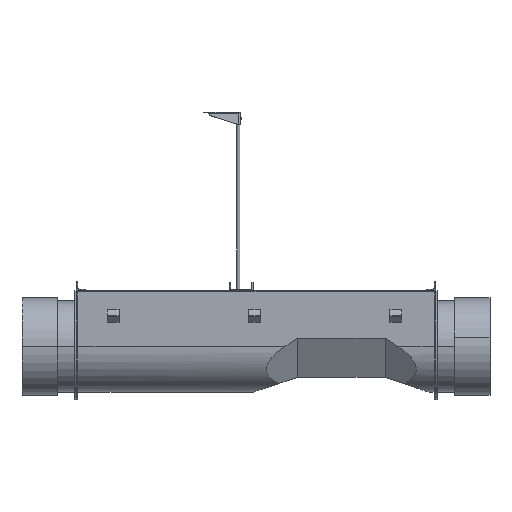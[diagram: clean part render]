
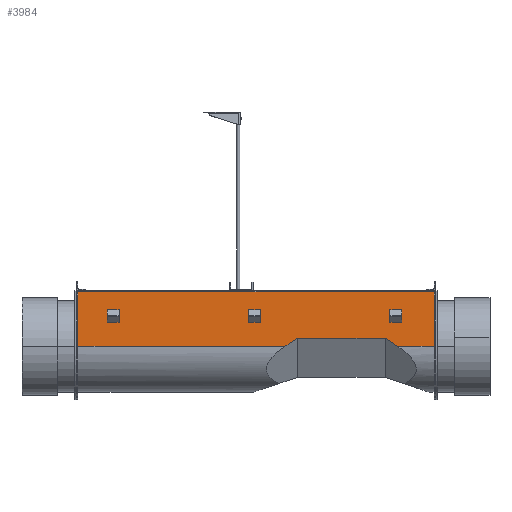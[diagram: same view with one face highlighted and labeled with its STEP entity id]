
A CAD part, top view. The second image highlights one B-rep face of the part: STEP entity #3984.
In plain terms, the highlighted planar face has unit normal (0, 0, 1).
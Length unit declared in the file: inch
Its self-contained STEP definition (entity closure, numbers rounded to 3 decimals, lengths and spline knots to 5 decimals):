
#266 = ORIENTED_EDGE ( 'NONE', *, *, #5201, .F. ) ;
#379 = DIRECTION ( 'NONE',  ( -1., 0., 0. ) ) ;
#543 = VERTEX_POINT ( 'NONE', #3051 ) ;
#812 = EDGE_CURVE ( 'NONE', #1746, #2016, #3946, .T. ) ;
#859 = DIRECTION ( 'NONE',  ( 0., 0., -1. ) ) ;
#980 = LINE ( 'NONE', #2035, #2428 ) ;
#1141 = CARTESIAN_POINT ( 'NONE',  ( 26.99541, 22.24967, 7.75 ) ) ;
#1158 = VERTEX_POINT ( 'NONE', #5803 ) ;
#1323 = AXIS2_PLACEMENT_3D ( 'NONE', #1378, #859, #3026 ) ;
#1378 = CARTESIAN_POINT ( 'NONE',  ( 30.5, 17., 7.75 ) ) ;
#1481 = ORIENTED_EDGE ( 'NONE', *, *, #3933, .T. ) ;
#1746 = VERTEX_POINT ( 'NONE', #2099 ) ;
#1806 = FACE_OUTER_BOUND ( 'NONE', #4426, .T. ) ;
#1931 = CARTESIAN_POINT ( 'NONE',  ( 7.04062, 8.9282, 7.75 ) ) ;
#2016 = VERTEX_POINT ( 'NONE', #1931 ) ;
#2035 = CARTESIAN_POINT ( 'NONE',  ( 30.25, 17., 7.75 ) ) ;
#2064 = EDGE_CURVE ( 'NONE', #1158, #4997, #3105, .T. ) ;
#2099 = CARTESIAN_POINT ( 'NONE',  ( 21.95938, 8.9282, 7.75 ) ) ;
#2197 = VECTOR ( 'NONE', #379, 39.37008 ) ;
#2208 = ORIENTED_EDGE ( 'NONE', *, *, #812, .F. ) ;
#2227 = LINE ( 'NONE', #1141, #2556 ) ;
#2244 = LINE ( 'NONE', #2963, #2989 ) ;
#2428 = VECTOR ( 'NONE', #2586, 39.37008 ) ;
#2448 = LINE ( 'NONE', #4700, #5809 ) ;
#2556 = VECTOR ( 'NONE', #2752, 39.37008 ) ;
#2586 = DIRECTION ( 'NONE',  ( 0., -1., 0. ) ) ;
#2589 = DIRECTION ( 'NONE',  ( 0., -1., 0. ) ) ;
#2682 = VERTEX_POINT ( 'NONE', #6285 ) ;
#2745 = ORIENTED_EDGE ( 'NONE', *, *, #5667, .T. ) ;
#2752 = DIRECTION ( 'NONE',  ( -0.832, -0.555, 0. ) ) ;
#2913 = PLANE ( 'NONE',  #1323 ) ;
#2963 = CARTESIAN_POINT ( 'NONE',  ( 30.5, 7.5, 7.75 ) ) ;
#2989 = VECTOR ( 'NONE', #6174, 39.37008 ) ;
#2993 = LINE ( 'NONE', #4655, #5578 ) ;
#3026 = DIRECTION ( 'NONE',  ( 0., 1., 0. ) ) ;
#3051 = CARTESIAN_POINT ( 'NONE',  ( -30.25, 16.75, 7.75 ) ) ;
#3105 = LINE ( 'NONE', #6835, #2197 ) ;
#3298 = VECTOR ( 'NONE', #5542, 39.37008 ) ;
#3392 = CARTESIAN_POINT ( 'NONE',  ( 30.5, 8.9282, 7.75 ) ) ;
#3402 = ORIENTED_EDGE ( 'NONE', *, *, #4200, .F. ) ;
#3408 = DIRECTION ( 'NONE',  ( -1., 0., 0. ) ) ;
#3850 = CARTESIAN_POINT ( 'NONE',  ( 4.90126, 7.5, 7.75 ) ) ;
#3933 = EDGE_CURVE ( 'NONE', #4551, #543, #5974, .T. ) ;
#3946 = LINE ( 'NONE', #3392, #3298 ) ;
#3984 = ADVANCED_FACE ( 'NONE', ( #1806 ), #2913, .F. ) ;
#4200 = EDGE_CURVE ( 'NONE', #4997, #1746, #2993, .T. ) ;
#4426 = EDGE_LOOP ( 'NONE', ( #4476, #2208, #3402, #5581, #266, #1481, #2745, #4806 ) ) ;
#4476 = ORIENTED_EDGE ( 'NONE', *, *, #5798, .F. ) ;
#4551 = VERTEX_POINT ( 'NONE', #4953 ) ;
#4655 = CARTESIAN_POINT ( 'NONE',  ( 24.13971, 7.47265, 7.75 ) ) ;
#4686 = DIRECTION ( 'NONE',  ( -0.832, 0.555, 0. ) ) ;
#4700 = CARTESIAN_POINT ( 'NONE',  ( -30.25, 17., 7.75 ) ) ;
#4797 = VECTOR ( 'NONE', #3408, 39.37008 ) ;
#4806 = ORIENTED_EDGE ( 'NONE', *, *, #6426, .F. ) ;
#4810 = CARTESIAN_POINT ( 'NONE',  ( 24.09874, 7.5, 7.75 ) ) ;
#4953 = CARTESIAN_POINT ( 'NONE',  ( 30.25, 16.75, 7.75 ) ) ;
#4997 = VERTEX_POINT ( 'NONE', #4810 ) ;
#5201 = EDGE_CURVE ( 'NONE', #4551, #1158, #980, .T. ) ;
#5390 = VERTEX_POINT ( 'NONE', #3850 ) ;
#5479 = CARTESIAN_POINT ( 'NONE',  ( 30.5, 16.75, 7.75 ) ) ;
#5542 = DIRECTION ( 'NONE',  ( -1., 0., 0. ) ) ;
#5578 = VECTOR ( 'NONE', #4686, 39.37008 ) ;
#5581 = ORIENTED_EDGE ( 'NONE', *, *, #2064, .F. ) ;
#5667 = EDGE_CURVE ( 'NONE', #543, #2682, #2448, .T. ) ;
#5798 = EDGE_CURVE ( 'NONE', #2016, #5390, #2227, .T. ) ;
#5803 = CARTESIAN_POINT ( 'NONE',  ( 30.25, 7.5, 7.75 ) ) ;
#5809 = VECTOR ( 'NONE', #2589, 39.37008 ) ;
#5974 = LINE ( 'NONE', #5479, #4797 ) ;
#6174 = DIRECTION ( 'NONE',  ( -1., 0., 0. ) ) ;
#6285 = CARTESIAN_POINT ( 'NONE',  ( -30.25, 7.5, 7.75 ) ) ;
#6426 = EDGE_CURVE ( 'NONE', #5390, #2682, #2244, .T. ) ;
#6835 = CARTESIAN_POINT ( 'NONE',  ( 30.5, 7.5, 7.75 ) ) ;
